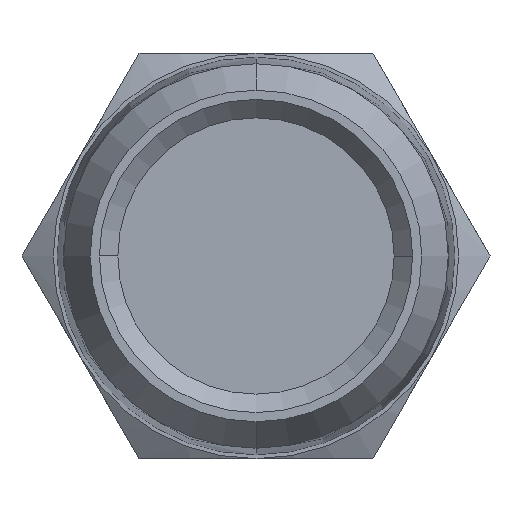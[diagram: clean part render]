
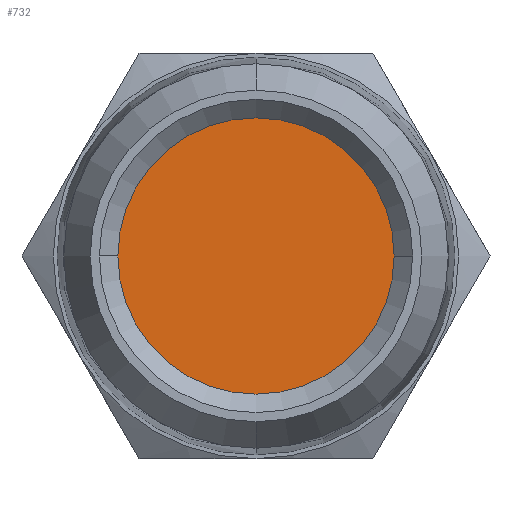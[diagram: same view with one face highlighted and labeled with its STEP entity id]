
A CAD part, front view. The second image highlights one B-rep face of the part: STEP entity #732.
In plain terms, the highlighted planar face has unit normal (0, -1, 0).
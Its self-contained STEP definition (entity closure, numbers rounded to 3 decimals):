
#732 = ADVANCED_FACE ( 'NONE', ( #2519 ), #2196, .T. ) ;
#950 = EDGE_LOOP ( 'NONE', ( #2355, #2356 ) ) ;
#1466 = EDGE_CURVE ( 'NONE', #2252, #2253, #2626, .T. ) ;
#1528 = AXIS2_PLACEMENT_3D ( 'NONE', #2216, #2217, #2218 ) ;
#2034 = EDGE_CURVE ( 'NONE', #2253, #2252, #2646, .T. ) ;
#2196 = PLANE ( 'NONE',  #1528 ) ;
#2216 = CARTESIAN_POINT ( 'NONE',  ( 0., 5., 0. ) ) ;
#2217 = DIRECTION ( 'NONE',  ( 0., -1., 0. ) ) ;
#2218 = DIRECTION ( 'NONE',  ( 0., 0., -1. ) ) ;
#2252 = VERTEX_POINT ( 'NONE', #2867 ) ;
#2253 = VERTEX_POINT ( 'NONE', #2868 ) ;
#2355 = ORIENTED_EDGE ( 'NONE', *, *, #2034, .F. ) ;
#2356 = ORIENTED_EDGE ( 'NONE', *, *, #1466, .F. ) ;
#2519 = FACE_OUTER_BOUND ( 'NONE', #950, .T. ) ;
#2626 = CIRCLE ( 'NONE', #2791, 7.5 ) ;
#2646 = CIRCLE ( 'NONE', #2803, 7.5 ) ;
#2766 = CARTESIAN_POINT ( 'NONE',  ( 0., 5., 0. ) ) ;
#2767 = DIRECTION ( 'NONE',  ( 0., 1., 0. ) ) ;
#2768 = DIRECTION ( 'NONE',  ( 0., 0., -1. ) ) ;
#2791 = AXIS2_PLACEMENT_3D ( 'NONE', #2766, #2767, #2768 ) ;
#2803 = AXIS2_PLACEMENT_3D ( 'NONE', #2838, #2839, #2840 ) ;
#2838 = CARTESIAN_POINT ( 'NONE',  ( 0., 5., 0. ) ) ;
#2839 = DIRECTION ( 'NONE',  ( 0., 1., 0. ) ) ;
#2840 = DIRECTION ( 'NONE',  ( 0., 0., -1. ) ) ;
#2867 = CARTESIAN_POINT ( 'NONE',  ( 7.5, 5., 0. ) ) ;
#2868 = CARTESIAN_POINT ( 'NONE',  ( -7.5, 5., 0. ) ) ;
